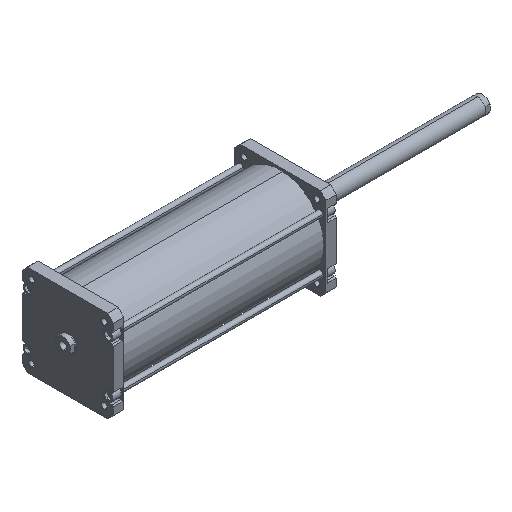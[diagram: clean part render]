
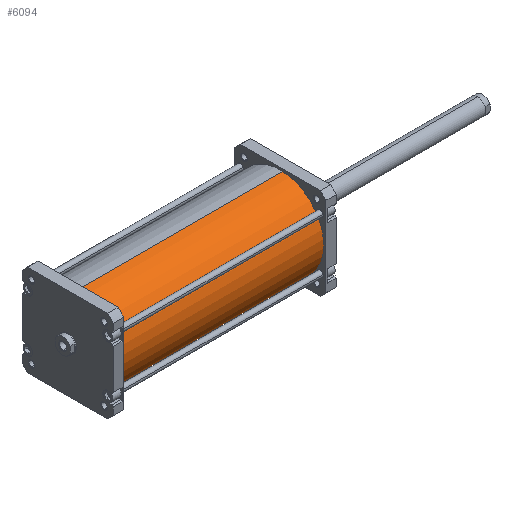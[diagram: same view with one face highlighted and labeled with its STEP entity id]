
A CAD part, isometric view. The second image highlights one B-rep face of the part: STEP entity #6094.
In plain terms, the highlighted cylindrical face has radius 105 mm (diameter 210 mm), a partial arc.
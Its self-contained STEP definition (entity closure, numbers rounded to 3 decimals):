
#38 = VERTEX_POINT ( 'NONE', #263 ) ;
#45 = VERTEX_POINT ( 'NONE', #270 ) ;
#55 = VERTEX_POINT ( 'NONE', #280 ) ;
#263 = CARTESIAN_POINT ( 'NONE',  ( -105., 0., 487. ) ) ;
#270 = CARTESIAN_POINT ( 'NONE',  ( -105., 0., 0. ) ) ;
#280 = CARTESIAN_POINT ( 'NONE',  ( 105., 0., 487. ) ) ;
#476 = CARTESIAN_POINT ( 'NONE',  ( 105., 0., 0. ) ) ;
#1211 = CARTESIAN_POINT ( 'NONE',  ( 0., 0., 0. ) ) ;
#1212 = DIRECTION ( 'NONE',  ( 0., 0., 1. ) ) ;
#1213 = DIRECTION ( 'NONE',  ( 1., 0., 0. ) ) ;
#1217 = CARTESIAN_POINT ( 'NONE',  ( 0., 0., 487. ) ) ;
#1218 = DIRECTION ( 'NONE',  ( 0., 0., 1. ) ) ;
#1219 = DIRECTION ( 'NONE',  ( 1., 0., 0. ) ) ;
#1225 = CARTESIAN_POINT ( 'NONE',  ( -105., 0., 487. ) ) ;
#1226 = DIRECTION ( 'NONE',  ( 0., 0., -1. ) ) ;
#1230 = CARTESIAN_POINT ( 'NONE',  ( 105., 0., 487. ) ) ;
#1231 = DIRECTION ( 'NONE',  ( 0., 0., -1. ) ) ;
#1337 = VERTEX_POINT ( 'NONE', #476 ) ;
#1443 = ORIENTED_EDGE ( 'NONE', *, *, #3681, .F. ) ;
#1463 = ORIENTED_EDGE ( 'NONE', *, *, #3679, .T. ) ;
#1466 = ORIENTED_EDGE ( 'NONE', *, *, #3686, .F. ) ;
#1467 = ORIENTED_EDGE ( 'NONE', *, *, #3684, .T. ) ;
#2236 = EDGE_LOOP ( 'NONE', ( #1466, #1443, #1467, #1463 ) ) ;
#2921 = VECTOR ( 'NONE', #1231, 1000. ) ;
#2923 = LINE ( 'NONE', #1230, #2921 ) ;
#2928 = CIRCLE ( 'NONE', #3853, 105. ) ;
#2930 = CIRCLE ( 'NONE', #3857, 105. ) ;
#2933 = LINE ( 'NONE', #1225, #2934 ) ;
#2934 = VECTOR ( 'NONE', #1226, 1000. ) ;
#3326 = CYLINDRICAL_SURFACE ( 'NONE', #4025, 105. ) ;
#3327 = FACE_OUTER_BOUND ( 'NONE', #2236, .T. ) ;
#3679 = EDGE_CURVE ( 'NONE', #45, #1337, #2928, .T. ) ;
#3681 = EDGE_CURVE ( 'NONE', #38, #55, #2930, .T. ) ;
#3684 = EDGE_CURVE ( 'NONE', #38, #45, #2933, .T. ) ;
#3686 = EDGE_CURVE ( 'NONE', #55, #1337, #2923, .T. ) ;
#3853 = AXIS2_PLACEMENT_3D ( 'NONE', #1211, #1212, #1213 ) ;
#3857 = AXIS2_PLACEMENT_3D ( 'NONE', #1217, #1218, #1219 ) ;
#4025 = AXIS2_PLACEMENT_3D ( 'NONE', #4922, #4921, #4920 ) ;
#4920 = DIRECTION ( 'NONE',  ( -1., 0., 0. ) ) ;
#4921 = DIRECTION ( 'NONE',  ( 0., 0., -1. ) ) ;
#4922 = CARTESIAN_POINT ( 'NONE',  ( 0., 0., 487. ) ) ;
#6094 = ADVANCED_FACE ( 'NONE', ( #3327 ), #3326, .T. ) ;
